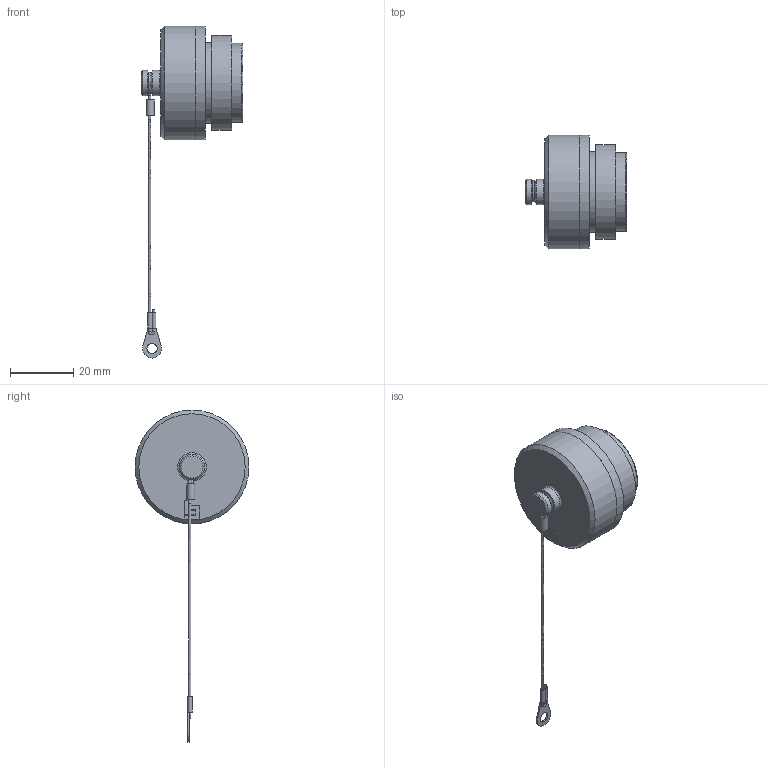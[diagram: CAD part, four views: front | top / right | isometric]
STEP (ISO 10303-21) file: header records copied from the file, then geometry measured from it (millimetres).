
FILE_DESCRIPTION(/* description */ (''),/* implementation_level */ '2;1');
FILE_NAME(/* name */ '08_0428_000_000_001_00.stp',/* time_stamp */ '2011-09-19T10:36:58+02:00',/* author */ (''),/* organization */ (''),/* preprocessor_version */ 'ST-DEVELOPER v11',/* originating_system */ 'UGS - NX 5.0',/* authorisation */ '');
FILE_SCHEMA (('CONFIG_CONTROL_DESIGN'));
Length unit declared in the file: millimetre
Products named in the file (1): sgro59A9r6yx
Bounding box: 32 x 36 x 104.9 mm (x, y, z)
Volume: 13165.2 mm3; surface area: 7020.2 mm2
Topology: 1 solids, 1 shells, 75 faces, 180 edges, 121 vertices
Faces by surface type: plane 42, cylinder 15, bspline 12, torus 3, cone 3
Full cylindrical faces by diameter (mm): 2.5 x1, 3.2 x1, 8 x2, 22.1 x1, 25 x1, 25.5 x1, 30 x1, 35.99 x1, 36 x1
Entity records: 5783 total; most frequent: CARTESIAN_POINT 4178, DIRECTION 295, ORIENTED_EDGE 284, EDGE_CURVE 142, EDGE_LOOP 117, AXIS2_PLACEMENT_3D 111, VERTEX_POINT 107, FACE_BOUND 79
